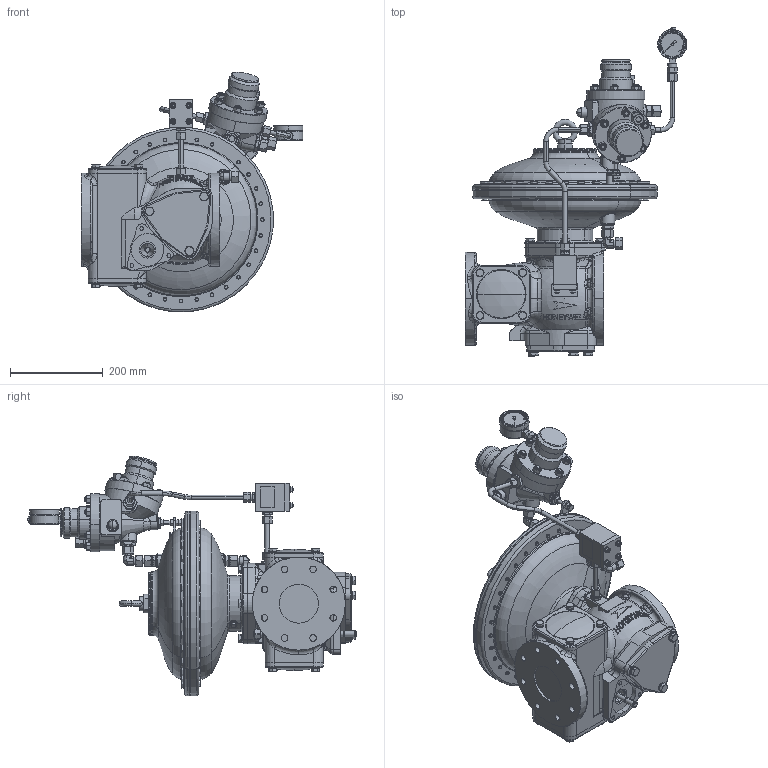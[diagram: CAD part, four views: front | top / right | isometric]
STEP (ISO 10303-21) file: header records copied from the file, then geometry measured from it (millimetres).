
FILE_DESCRIPTION (( 'STEP AP214' ), '1' );
FILE_NAME ('HON372_DN80_DN80_PN16_610_X_R_RE2.STEP', '2021-10-07T09:51:23', ( '' ), ( '' ), 'SwSTEP 2.0', 'SolidWorks 2019', '' );
FILE_SCHEMA (( 'AUTOMOTIVE_DESIGN' ));
Length unit declared in the file: millimetre
Products named in the file (1): HON372_DN80_DN80_PN16_610_X_R_RE2
Bounding box: 477.4 x 708.17 x 515.44 mm (x, y, z)
Volume: 24196671.3 mm3; surface area: 982052.4 mm2
Topology: 1 solids, 1 shells, 3556 faces, 8240 edges, 4966 vertices
Faces by surface type: plane 1510, cone 939, cylinder 708, bspline 206, torus 157, sphere 36
Entity records: 124375 total; most frequent: CARTESIAN_POINT 39534, ORIENTED_EDGE 16428, DIRECTION 15905, EDGE_CURVE 8214, AXIS2_PLACEMENT_3D 6567, VERTEX_POINT 4956, EDGE_LOOP 3874, ADVANCED_FACE 3556
